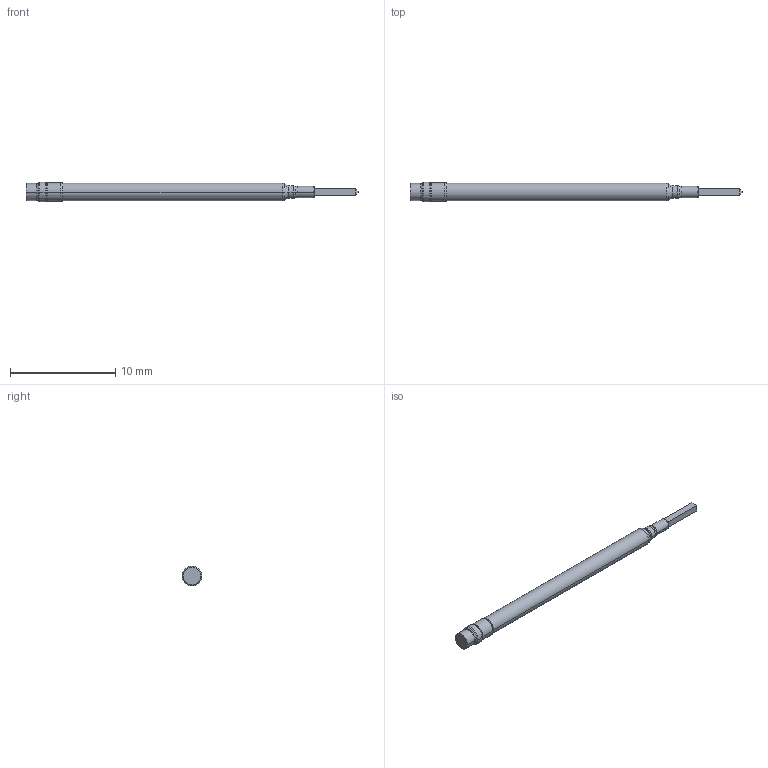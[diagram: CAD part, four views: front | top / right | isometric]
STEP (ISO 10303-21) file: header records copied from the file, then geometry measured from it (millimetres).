
FILE_DESCRIPTION (( 'STEP AP214' ), '1' );
FILE_NAME ('100-SD_253W3-H.STEP', '2014-01-24T13:36:18', ( 'spare' ), ( '' ), 'SwSTEP 2.0', 'SolidWorks 2012', '' );
FILE_SCHEMA (( 'AUTOMOTIVE_DESIGN' ));
Length unit declared in the file: inch
Products named in the file (1): 100-SD_253W3-H
Bounding box: 31.6 x 1.88 x 1.88 mm (x, y, z)
Volume: 59.6 mm3; surface area: 154.1 mm2
Topology: 1 solids, 1 shells, 53 faces, 106 edges, 56 vertices
Faces by surface type: torus 22, cylinder 12, plane 11, cone 8
Entity records: 1394 total; most frequent: DIRECTION 280, CARTESIAN_POINT 216, ORIENTED_EDGE 212, AXIS2_PLACEMENT_3D 120, EDGE_CURVE 106, CIRCLE 66, VERTEX_POINT 56, EDGE_LOOP 54
